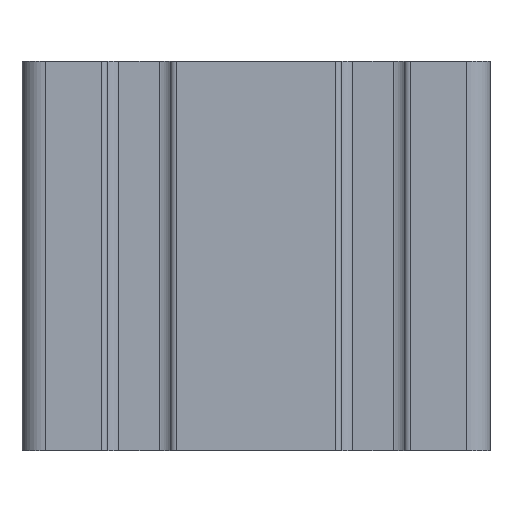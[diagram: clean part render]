
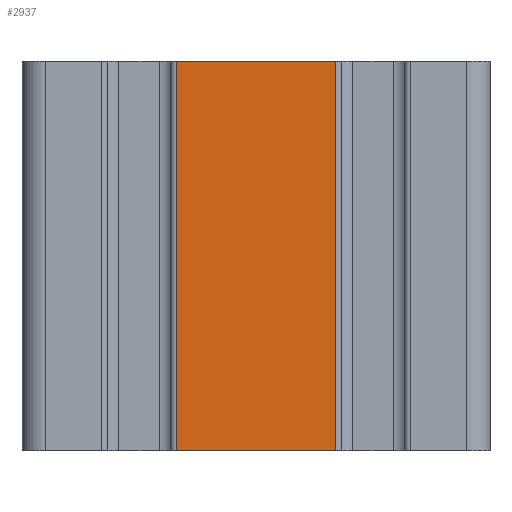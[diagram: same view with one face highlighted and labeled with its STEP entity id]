
A CAD part, left-side view. The second image highlights one B-rep face of the part: STEP entity #2937.
In plain terms, the highlighted planar face has unit normal (-1, 0, 0).
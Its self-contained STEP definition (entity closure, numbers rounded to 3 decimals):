
#32 = ORIENTED_EDGE ( 'NONE', *, *, #141, .T. ) ;
#141 = EDGE_CURVE ( 'NONE', #4089, #1259, #3706, .T. ) ;
#365 = CARTESIAN_POINT ( 'NONE',  ( -30., -10.2, 25. ) ) ;
#457 = VECTOR ( 'NONE', #4702, 1000. ) ;
#637 = EDGE_LOOP ( 'NONE', ( #2706, #4537, #3431, #32 ) ) ;
#866 = CARTESIAN_POINT ( 'NONE',  ( -30., 10.2, 25. ) ) ;
#888 = LINE ( 'NONE', #5108, #457 ) ;
#1143 = DIRECTION ( 'NONE',  ( 0., 0., -1. ) ) ;
#1175 = CARTESIAN_POINT ( 'NONE',  ( -30., -10.2, -25. ) ) ;
#1259 = VERTEX_POINT ( 'NONE', #3113 ) ;
#1951 = VERTEX_POINT ( 'NONE', #365 ) ;
#2204 = LINE ( 'NONE', #3900, #4166 ) ;
#2706 = ORIENTED_EDGE ( 'NONE', *, *, #3760, .T. ) ;
#2934 = DIRECTION ( 'NONE',  ( 0., -1., 0. ) ) ;
#2937 = ADVANCED_FACE ( 'NONE', ( #3406 ), #4176, .F. ) ;
#2979 = CARTESIAN_POINT ( 'NONE',  ( -30., 10.2, 25. ) ) ;
#3113 = CARTESIAN_POINT ( 'NONE',  ( -30., 10.2, -25. ) ) ;
#3406 = FACE_OUTER_BOUND ( 'NONE', #637, .T. ) ;
#3431 = ORIENTED_EDGE ( 'NONE', *, *, #4295, .F. ) ;
#3518 = VECTOR ( 'NONE', #1143, 1000. ) ;
#3621 = LINE ( 'NONE', #4443, #5077 ) ;
#3706 = LINE ( 'NONE', #4144, #3518 ) ;
#3760 = EDGE_CURVE ( 'NONE', #1259, #3983, #2204, .T. ) ;
#3900 = CARTESIAN_POINT ( 'NONE',  ( -30., 10.2, -25. ) ) ;
#3983 = VERTEX_POINT ( 'NONE', #1175 ) ;
#4089 = VERTEX_POINT ( 'NONE', #866 ) ;
#4144 = CARTESIAN_POINT ( 'NONE',  ( -30., 10.2, 25. ) ) ;
#4166 = VECTOR ( 'NONE', #2934, 1000. ) ;
#4176 = PLANE ( 'NONE',  #5480 ) ;
#4295 = EDGE_CURVE ( 'NONE', #4089, #1951, #3621, .T. ) ;
#4443 = CARTESIAN_POINT ( 'NONE',  ( -30., 10.2, 25. ) ) ;
#4537 = ORIENTED_EDGE ( 'NONE', *, *, #4579, .F. ) ;
#4579 = EDGE_CURVE ( 'NONE', #1951, #3983, #888, .T. ) ;
#4652 = DIRECTION ( 'NONE',  ( 0., 0., -1. ) ) ;
#4702 = DIRECTION ( 'NONE',  ( 0., 0., -1. ) ) ;
#5023 = DIRECTION ( 'NONE',  ( 1., 0., 0. ) ) ;
#5077 = VECTOR ( 'NONE', #5387, 1000. ) ;
#5108 = CARTESIAN_POINT ( 'NONE',  ( -30., -10.2, 25. ) ) ;
#5387 = DIRECTION ( 'NONE',  ( 0., -1., 0. ) ) ;
#5480 = AXIS2_PLACEMENT_3D ( 'NONE', #2979, #5023, #4652 ) ;
